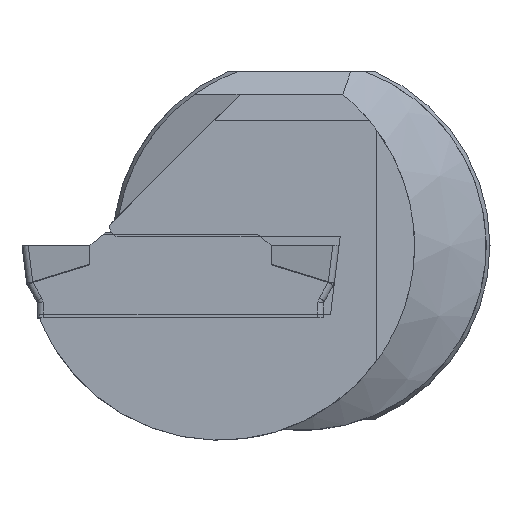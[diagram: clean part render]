
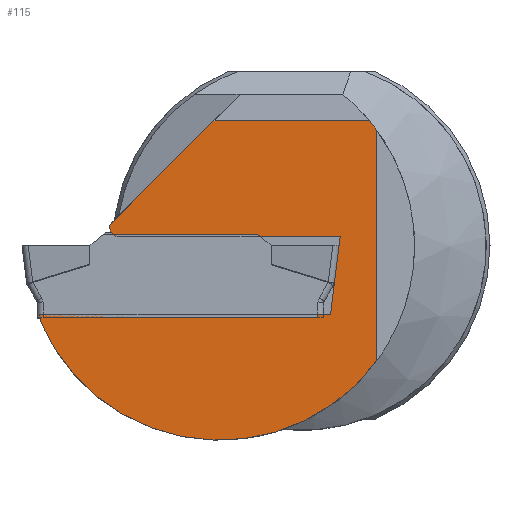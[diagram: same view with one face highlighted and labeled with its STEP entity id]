
A CAD part, left-side view. The second image highlights one B-rep face of the part: STEP entity #115.
In plain terms, the highlighted planar face has unit normal (-1, 0, 0).
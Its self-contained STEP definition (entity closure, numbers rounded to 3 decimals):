
#66=PLANE('',#1454);
#115=ADVANCED_FACE('',(#219),#66,.T.);
#219=FACE_OUTER_BOUND('',#299,.T.);
#299=EDGE_LOOP('',(#677,#678,#679,#680,#681,#682,#683,#684,#685,#686));
#439=LINE('',#2098,#550);
#440=LINE('',#2101,#551);
#441=LINE('',#2103,#552);
#442=LINE('',#2107,#553);
#443=LINE('',#2111,#554);
#444=LINE('',#2113,#555);
#445=LINE('',#2117,#556);
#550=VECTOR('',#1618,1.);
#551=VECTOR('',#1619,1.);
#552=VECTOR('',#1620,1.);
#553=VECTOR('',#1623,1.);
#554=VECTOR('',#1626,1.);
#555=VECTOR('',#1627,1.);
#556=VECTOR('',#1630,1.);
#677=ORIENTED_EDGE('',*,*,#1214,.T.);
#678=ORIENTED_EDGE('',*,*,#1215,.T.);
#679=ORIENTED_EDGE('',*,*,#1216,.F.);
#680=ORIENTED_EDGE('',*,*,#1217,.F.);
#681=ORIENTED_EDGE('',*,*,#1218,.F.);
#682=ORIENTED_EDGE('',*,*,#1219,.F.);
#683=ORIENTED_EDGE('',*,*,#1220,.T.);
#684=ORIENTED_EDGE('',*,*,#1221,.F.);
#685=ORIENTED_EDGE('',*,*,#1222,.T.);
#686=ORIENTED_EDGE('',*,*,#1223,.T.);
#1083=VERTEX_POINT('',#2099);
#1084=VERTEX_POINT('',#2100);
#1085=VERTEX_POINT('',#2102);
#1086=VERTEX_POINT('',#2104);
#1087=VERTEX_POINT('',#2106);
#1088=VERTEX_POINT('',#2108);
#1089=VERTEX_POINT('',#2110);
#1090=VERTEX_POINT('',#2112);
#1091=VERTEX_POINT('',#2114);
#1092=VERTEX_POINT('',#2116);
#1214=EDGE_CURVE('',#1083,#1084,#439,.T.);
#1215=EDGE_CURVE('',#1084,#1085,#440,.T.);
#1216=EDGE_CURVE('',#1086,#1085,#441,.T.);
#1217=EDGE_CURVE('',#1087,#1086,#1404,.T.);
#1218=EDGE_CURVE('',#1088,#1087,#442,.T.);
#1219=EDGE_CURVE('',#1089,#1088,#1405,.T.);
#1220=EDGE_CURVE('',#1089,#1090,#443,.T.);
#1221=EDGE_CURVE('',#1091,#1090,#444,.T.);
#1222=EDGE_CURVE('',#1091,#1092,#1406,.T.);
#1223=EDGE_CURVE('',#1092,#1083,#445,.T.);
#1404=CIRCLE('',#1451,12.9);
#1405=CIRCLE('',#1452,12.9);
#1406=CIRCLE('',#1453,0.6);
#1451=AXIS2_PLACEMENT_3D('',#2105,#1621,#1622);
#1452=AXIS2_PLACEMENT_3D('',#2109,#1624,#1625);
#1453=AXIS2_PLACEMENT_3D('',#2115,#1628,#1629);
#1454=AXIS2_PLACEMENT_3D('',#2118,#1631,#1632);
#1618=DIRECTION('',(0.,0.122,-0.993));
#1619=DIRECTION('',(0.,1.,0.));
#1620=DIRECTION('',(0.,0.122,0.993));
#1621=DIRECTION('',(1.,0.,0.));
#1622=DIRECTION('',(0.,0.,1.));
#1623=DIRECTION('',(0.,0.,-1.));
#1624=DIRECTION('',(1.,0.,0.));
#1625=DIRECTION('',(0.,0.,1.));
#1626=DIRECTION('',(0.,1.,0.));
#1627=DIRECTION('',(0.,-0.707,0.707));
#1628=DIRECTION('',(-1.,0.,0.));
#1629=DIRECTION('',(0.,1.,0.));
#1630=DIRECTION('',(0.,-1.,0.));
#1631=DIRECTION('',(-1.,0.,0.));
#1632=DIRECTION('',(0.,0.,1.));
#2098=CARTESIAN_POINT('',(0.3,-2.13,-3.013));
#2099=CARTESIAN_POINT('',(0.3,-2.573,0.593));
#2100=CARTESIAN_POINT('',(0.3,-1.936,-4.593));
#2101=CARTESIAN_POINT('',(0.3,18.5,-4.593));
#2102=CARTESIAN_POINT('',(0.3,17.325,-4.593));
#2103=CARTESIAN_POINT('',(0.3,17.623,-2.164));
#2104=CARTESIAN_POINT('',(0.3,17.269,-5.055));
#2105=CARTESIAN_POINT('',(0.3,5.4,0.));
#2106=CARTESIAN_POINT('',(0.3,-5.,-7.632));
#2107=CARTESIAN_POINT('',(0.3,-5.,271.9));
#2108=CARTESIAN_POINT('',(0.3,-5.,7.632));
#2109=CARTESIAN_POINT('',(0.3,5.4,0.));
#2110=CARTESIAN_POINT('',(0.3,-4.496,8.275));
#2111=CARTESIAN_POINT('',(0.3,0.,8.275));
#2112=CARTESIAN_POINT('',(0.3,5.782,8.275));
#2113=CARTESIAN_POINT('',(0.3,7.028,7.028));
#2114=CARTESIAN_POINT('',(0.3,12.644,1.413));
#2115=CARTESIAN_POINT('',(0.3,12.086,1.193));
#2116=CARTESIAN_POINT('',(0.3,12.086,0.593));
#2117=CARTESIAN_POINT('',(0.3,3.051,0.593));
#2118=CARTESIAN_POINT('',(0.3,0.,0.));
